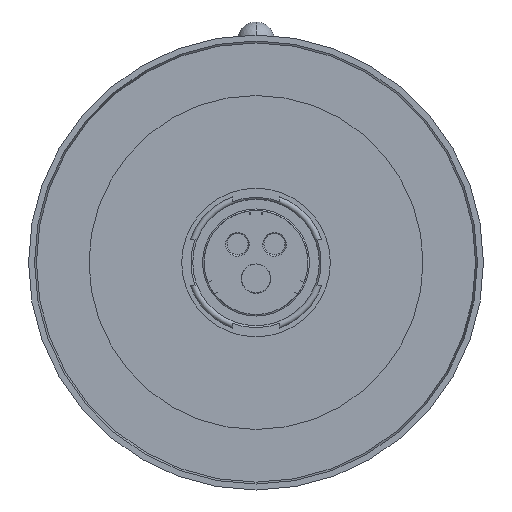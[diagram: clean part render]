
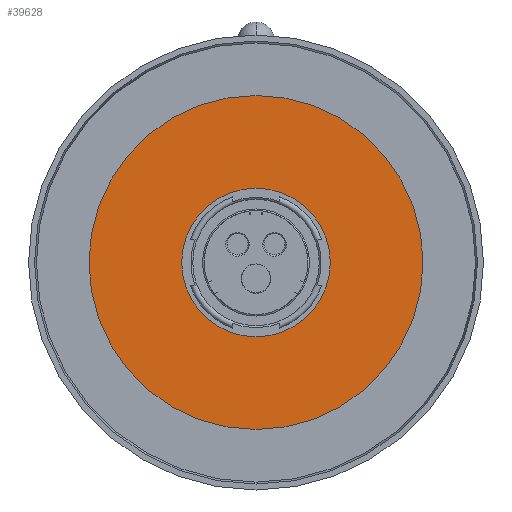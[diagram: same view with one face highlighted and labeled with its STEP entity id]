
A CAD part, front view. The second image highlights one B-rep face of the part: STEP entity #39628.
In plain terms, the highlighted planar face has unit normal (0, -1, 0).
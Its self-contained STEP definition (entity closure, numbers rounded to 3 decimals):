
#39071=CARTESIAN_POINT('',(0.,53.8,0.));
#39072=DIRECTION('',(0.,-1.,0.));
#39073=DIRECTION('',(1.,0.,0.));
#39074=AXIS2_PLACEMENT_3D('',#39071,#39072,#39073);
#39076=CARTESIAN_POINT('',(0.,53.8,0.));
#39077=DIRECTION('',(0.,-1.,0.));
#39078=DIRECTION('',(-1.,0.,0.));
#39079=AXIS2_PLACEMENT_3D('',#39076,#39077,#39078);
#39081=CARTESIAN_POINT('',(0.,53.8,0.));
#39082=DIRECTION('',(0.,-1.,0.));
#39083=DIRECTION('',(0.,0.,-1.));
#39084=AXIS2_PLACEMENT_3D('',#39081,#39082,#39083);
#39086=CARTESIAN_POINT('',(0.,53.8,0.));
#39087=DIRECTION('',(0.,-1.,0.));
#39088=DIRECTION('',(0.,0.,1.));
#39089=AXIS2_PLACEMENT_3D('',#39086,#39087,#39088);
#39419=CARTESIAN_POINT('',(0.,53.8,-28.25));
#39420=CARTESIAN_POINT('',(0.,53.8,28.25));
#39421=VERTEX_POINT('',#39419);
#39422=VERTEX_POINT('',#39420);
#39507=CARTESIAN_POINT('',(63.5,53.8,0.));
#39508=CARTESIAN_POINT('',(-63.5,53.8,0.));
#39509=VERTEX_POINT('',#39507);
#39510=VERTEX_POINT('',#39508);
#39612=CARTESIAN_POINT('',(0.,53.8,0.));
#39613=DIRECTION('',(0.,1.,0.));
#39614=DIRECTION('',(1.,0.,0.));
#39615=AXIS2_PLACEMENT_3D('',#39612,#39613,#39614);
#39616=PLANE('',#39615);
#39618=ORIENTED_EDGE('',*,*,#39617,.F.);
#39620=ORIENTED_EDGE('',*,*,#39619,.F.);
#39621=EDGE_LOOP('',(#39618,#39620));
#39622=FACE_OUTER_BOUND('',#39621,.F.);
#39623=ORIENTED_EDGE('',*,*,#39595,.T.);
#39625=ORIENTED_EDGE('',*,*,#39624,.T.);
#39626=EDGE_LOOP('',(#39623,#39625));
#39627=FACE_BOUND('',#39626,.F.);
#39628=ADVANCED_FACE('',(#39622,#39627),#39616,.F.);
#39075=CIRCLE('',#39074,63.5);
#39080=CIRCLE('',#39079,63.5);
#39085=CIRCLE('',#39084,28.25);
#39090=CIRCLE('',#39089,28.25);
#39595=EDGE_CURVE('',#39421,#39422,#39085,.T.);
#39617=EDGE_CURVE('',#39509,#39510,#39075,.T.);
#39619=EDGE_CURVE('',#39510,#39509,#39080,.T.);
#39624=EDGE_CURVE('',#39422,#39421,#39090,.T.);
